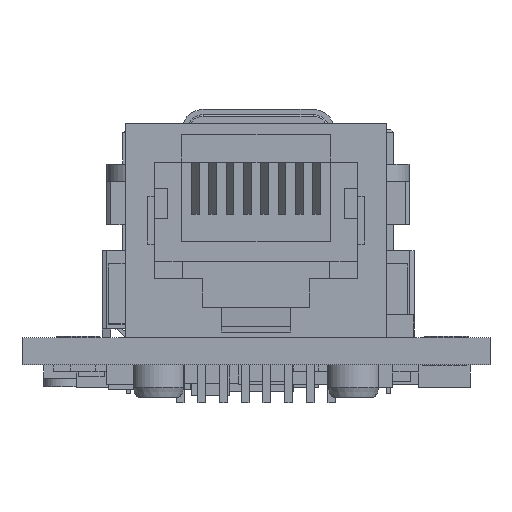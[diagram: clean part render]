
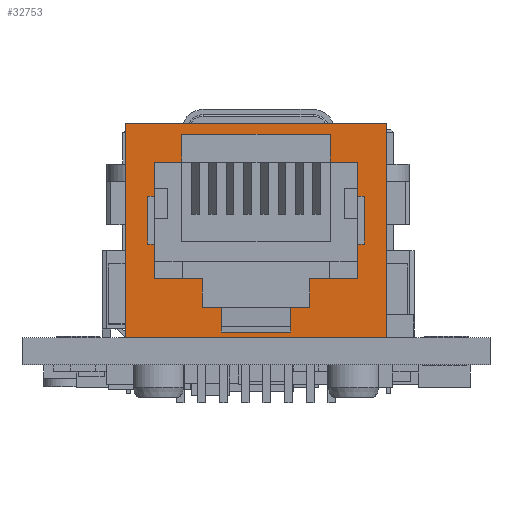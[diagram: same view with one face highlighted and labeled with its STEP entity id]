
A CAD part, front view. The second image highlights one B-rep face of the part: STEP entity #32753.
In plain terms, the highlighted face is planar.
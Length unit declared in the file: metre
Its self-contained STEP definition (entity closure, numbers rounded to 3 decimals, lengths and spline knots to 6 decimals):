
#6373=ORIENTED_EDGE('',*,*,#12806,.F.);
#6374=ORIENTED_EDGE('',*,*,#12803,.F.);
#6375=ORIENTED_EDGE('',*,*,#12783,.F.);
#6376=ORIENTED_EDGE('',*,*,#12671,.T.);
#6377=ORIENTED_EDGE('',*,*,#12669,.F.);
#6378=ORIENTED_EDGE('',*,*,#12666,.F.);
#6379=ORIENTED_EDGE('',*,*,#12782,.F.);
#6380=ORIENTED_EDGE('',*,*,#12794,.F.);
#6381=ORIENTED_EDGE('',*,*,#12660,.F.);
#6382=ORIENTED_EDGE('',*,*,#12658,.F.);
#6383=ORIENTED_EDGE('',*,*,#12655,.F.);
#6384=ORIENTED_EDGE('',*,*,#12793,.F.);
#6385=ORIENTED_EDGE('',*,*,#12642,.F.);
#6386=ORIENTED_EDGE('',*,*,#12625,.F.);
#6387=ORIENTED_EDGE('',*,*,#12620,.F.);
#6388=ORIENTED_EDGE('',*,*,#12601,.F.);
#6389=ORIENTED_EDGE('',*,*,#12575,.T.);
#6390=ORIENTED_EDGE('',*,*,#12614,.T.);
#6391=ORIENTED_EDGE('',*,*,#12622,.F.);
#6392=ORIENTED_EDGE('',*,*,#12587,.F.);
#6393=ORIENTED_EDGE('',*,*,#12582,.F.);
#6394=ORIENTED_EDGE('',*,*,#12805,.F.);
#6395=ORIENTED_EDGE('',*,*,#12646,.F.);
#6396=ORIENTED_EDGE('',*,*,#12808,.F.);
#6397=ORIENTED_EDGE('',*,*,#13016,.T.);
#6398=ORIENTED_EDGE('',*,*,#13014,.F.);
#6399=ORIENTED_EDGE('',*,*,#13028,.F.);
#6400=ORIENTED_EDGE('',*,*,#13030,.T.);
#12575=EDGE_CURVE('',#16459,#16458,#19873,.T.);
#12582=EDGE_CURVE('',#16464,#16466,#19880,.T.);
#12587=EDGE_CURVE('',#16466,#16469,#19885,.T.);
#12601=EDGE_CURVE('',#16459,#16480,#19899,.T.);
#12614=EDGE_CURVE('',#16458,#16487,#19912,.T.);
#12620=EDGE_CURVE('',#16480,#16490,#19918,.T.);
#12622=EDGE_CURVE('',#16469,#16487,#19920,.T.);
#12625=EDGE_CURVE('',#16490,#16492,#19923,.T.);
#12642=EDGE_CURVE('',#16492,#16503,#19940,.T.);
#12646=EDGE_CURVE('',#16506,#16507,#19944,.T.);
#12655=EDGE_CURVE('',#16514,#16515,#19953,.T.);
#12658=EDGE_CURVE('',#16515,#16516,#19956,.T.);
#12660=EDGE_CURVE('',#16516,#16517,#19958,.T.);
#12666=EDGE_CURVE('',#16522,#16523,#19964,.T.);
#12669=EDGE_CURVE('',#16523,#16524,#19967,.T.);
#12671=EDGE_CURVE('',#16525,#16524,#19969,.T.);
#12782=EDGE_CURVE('',#16599,#16522,#20080,.T.);
#12783=EDGE_CURVE('',#16525,#16600,#20081,.T.);
#12793=EDGE_CURVE('',#16503,#16514,#20091,.T.);
#12794=EDGE_CURVE('',#16517,#16599,#20092,.T.);
#12803=EDGE_CURVE('',#16600,#16610,#20101,.T.);
#12805=EDGE_CURVE('',#16507,#16464,#20103,.T.);
#12806=EDGE_CURVE('',#16610,#16611,#20104,.T.);
#12808=EDGE_CURVE('',#16611,#16506,#20106,.T.);
#13014=EDGE_CURVE('',#16751,#16744,#20257,.T.);
#13016=EDGE_CURVE('',#16753,#16744,#20259,.T.);
#13028=EDGE_CURVE('',#16759,#16751,#20270,.T.);
#13030=EDGE_CURVE('',#16759,#16753,#20272,.T.);
#16458=VERTEX_POINT('',#50678);
#16459=VERTEX_POINT('',#50680);
#16464=VERTEX_POINT('',#50693);
#16466=VERTEX_POINT('',#50696);
#16469=VERTEX_POINT('',#50705);
#16480=VERTEX_POINT('',#50733);
#16487=VERTEX_POINT('',#50756);
#16490=VERTEX_POINT('',#50770);
#16492=VERTEX_POINT('',#50780);
#16503=VERTEX_POINT('',#50814);
#16506=VERTEX_POINT('',#50821);
#16507=VERTEX_POINT('',#50823);
#16514=VERTEX_POINT('',#50842);
#16515=VERTEX_POINT('',#50843);
#16516=VERTEX_POINT('',#50848);
#16517=VERTEX_POINT('',#50852);
#16522=VERTEX_POINT('',#50865);
#16523=VERTEX_POINT('',#50866);
#16524=VERTEX_POINT('',#50871);
#16525=VERTEX_POINT('',#50875);
#16599=VERTEX_POINT('',#51096);
#16600=VERTEX_POINT('',#51099);
#16610=VERTEX_POINT('',#51136);
#16611=VERTEX_POINT('',#51141);
#16744=VERTEX_POINT('',#51604);
#16751=VERTEX_POINT('',#51617);
#16753=VERTEX_POINT('',#51623);
#16759=VERTEX_POINT('',#51647);
#19873=LINE('',#50679,#23682);
#19880=LINE('',#50695,#23689);
#19885=LINE('',#50704,#23694);
#19899=LINE('',#50732,#23708);
#19912=LINE('',#50757,#23721);
#19918=LINE('',#50769,#23727);
#19920=LINE('',#50773,#23729);
#19923=LINE('',#50779,#23732);
#19940=LINE('',#50813,#23749);
#19944=LINE('',#50822,#23753);
#19953=LINE('',#50841,#23762);
#19956=LINE('',#50847,#23765);
#19958=LINE('',#50851,#23767);
#19964=LINE('',#50864,#23773);
#19967=LINE('',#50870,#23776);
#19969=LINE('',#50874,#23778);
#20080=LINE('',#51097,#23889);
#20081=LINE('',#51098,#23890);
#20091=LINE('',#51119,#23900);
#20092=LINE('',#51120,#23901);
#20101=LINE('',#51135,#23910);
#20103=LINE('',#51138,#23912);
#20104=LINE('',#51140,#23913);
#20106=LINE('',#51144,#23915);
#20257=LINE('',#51618,#24066);
#20259=LINE('',#51622,#24068);
#20270=LINE('',#51646,#24079);
#20272=LINE('',#51650,#24081);
#23682=VECTOR('',#41443,1.);
#23689=VECTOR('',#41454,1.);
#23694=VECTOR('',#41461,1.);
#23708=VECTOR('',#41481,1.);
#23721=VECTOR('',#41502,1.);
#23727=VECTOR('',#41516,1.);
#23729=VECTOR('',#41520,1.);
#23732=VECTOR('',#41527,1.);
#23749=VECTOR('',#41556,1.);
#23753=VECTOR('',#41562,1.);
#23762=VECTOR('',#41577,1.);
#23765=VECTOR('',#41582,1.);
#23767=VECTOR('',#41586,1.);
#23773=VECTOR('',#41596,1.);
#23776=VECTOR('',#41601,1.);
#23778=VECTOR('',#41605,1.);
#23889=VECTOR('',#41790,1.);
#23890=VECTOR('',#41791,1.);
#23900=VECTOR('',#41807,1.);
#23901=VECTOR('',#41808,1.);
#23910=VECTOR('',#41825,1.);
#23912=VECTOR('',#41827,1.);
#23913=VECTOR('',#41830,1.);
#23915=VECTOR('',#41834,1.);
#24066=VECTOR('',#42235,1.);
#24068=VECTOR('',#42239,1.);
#24079=VECTOR('',#42264,1.);
#24081=VECTOR('',#42268,1.);
#27052=EDGE_LOOP('',(#6373,#6374,#6375,#6376,#6377,#6378,#6379,#6380,#6381,
#6382,#6383,#6384,#6385,#6386,#6387,#6388,#6389,#6390,#6391,#6392,#6393,
#6394,#6395,#6396));
#27053=EDGE_LOOP('',(#6397,#6398,#6399,#6400));
#29297=FACE_BOUND('',#27052,.T.);
#29298=FACE_BOUND('',#27053,.T.);
#31152=PLANE('',#36282);
#32753=ADVANCED_FACE('',(#29297,#29298),#31152,.T.);
#36282=AXIS2_PLACEMENT_3D('',#51649,#42266,#42267);
#41443=DIRECTION('',(-1.,0.,0.));
#41454=DIRECTION('',(1.,0.,0.));
#41461=DIRECTION('',(0.,-1.,0.));
#41481=DIRECTION('',(0.,1.,0.));
#41502=DIRECTION('',(0.,1.,0.));
#41516=DIRECTION('',(1.,0.,0.));
#41520=DIRECTION('',(1.,0.,0.));
#41527=DIRECTION('',(0.,1.,0.));
#41556=DIRECTION('',(1.,0.,0.));
#41562=DIRECTION('',(1.,0.,0.));
#41577=DIRECTION('',(1.,0.,0.));
#41582=DIRECTION('',(0.,1.,0.));
#41586=DIRECTION('',(-1.,0.,0.));
#41596=DIRECTION('',(0.,1.,0.));
#41601=DIRECTION('',(-1.,0.,0.));
#41605=DIRECTION('',(0.,1.,0.));
#41790=DIRECTION('',(-1.,0.,0.));
#41791=DIRECTION('',(-1.,0.,0.));
#41807=DIRECTION('',(0.,1.,0.));
#41808=DIRECTION('',(0.,1.,0.));
#41825=DIRECTION('',(0.,-1.,0.));
#41827=DIRECTION('',(0.,-1.,0.));
#41830=DIRECTION('',(-1.,0.,0.));
#41834=DIRECTION('',(0.,-1.,0.));
#42235=DIRECTION('',(0.,-1.,0.));
#42239=DIRECTION('',(1.,0.,0.));
#42264=DIRECTION('',(1.,0.,0.));
#42266=DIRECTION('',(0.,0.,1.));
#42267=DIRECTION('',(0.,-1.,0.));
#42268=DIRECTION('',(0.,-1.,0.));
#50678=CARTESIAN_POINT('',(-0.002032,-0.005958,0.));
#50679=CARTESIAN_POINT('',(0.002032,-0.005958,0.));
#50680=CARTESIAN_POINT('',(0.002032,-0.005958,0.));
#50693=CARTESIAN_POINT('',(-0.005956,-0.002832,0.));
#50695=CARTESIAN_POINT('',(-0.005956,-0.002832,0.));
#50696=CARTESIAN_POINT('',(-0.00315,-0.002832,0.));
#50704=CARTESIAN_POINT('',(-0.00315,-0.002832,0.));
#50705=CARTESIAN_POINT('',(-0.00315,-0.004509,0.));
#50732=CARTESIAN_POINT('',(0.002032,-0.005958,0.));
#50733=CARTESIAN_POINT('',(0.002032,-0.004509,0.));
#50756=CARTESIAN_POINT('',(-0.002032,-0.004509,0.));
#50757=CARTESIAN_POINT('',(-0.002032,-0.005958,0.));
#50769=CARTESIAN_POINT('',(0.002032,-0.004509,0.));
#50770=CARTESIAN_POINT('',(0.00315,-0.004509,0.));
#50773=CARTESIAN_POINT('',(-0.00315,-0.004509,0.));
#50779=CARTESIAN_POINT('',(0.00315,-0.004509,0.));
#50780=CARTESIAN_POINT('',(0.00315,-0.002832,0.));
#50813=CARTESIAN_POINT('',(-0.005956,-0.002832,0.));
#50814=CARTESIAN_POINT('',(0.005956,-0.002832,0.));
#50821=CARTESIAN_POINT('',(-0.00635,-0.0008,0.));
#50822=CARTESIAN_POINT('',(-0.00635,-0.0008,0.));
#50823=CARTESIAN_POINT('',(-0.005956,-0.0008,0.));
#50841=CARTESIAN_POINT('',(-0.00635,-0.0008,0.));
#50842=CARTESIAN_POINT('',(0.005956,-0.0008,0.));
#50843=CARTESIAN_POINT('',(0.00635,-0.0008,0.));
#50847=CARTESIAN_POINT('',(0.00635,-0.0008,0.));
#50848=CARTESIAN_POINT('',(0.00635,0.001994,0.));
#50851=CARTESIAN_POINT('',(-0.005956,0.001994,0.));
#50852=CARTESIAN_POINT('',(0.005956,0.001994,0.));
#50864=CARTESIAN_POINT('',(0.004356,0.004001,0.));
#50865=CARTESIAN_POINT('',(0.004356,0.004001,0.));
#50866=CARTESIAN_POINT('',(0.004356,0.005626,0.));
#50870=CARTESIAN_POINT('',(0.004356,0.005626,0.));
#50871=CARTESIAN_POINT('',(-0.004356,0.005626,0.));
#50874=CARTESIAN_POINT('',(-0.004356,0.004001,0.));
#50875=CARTESIAN_POINT('',(-0.004356,0.004001,0.));
#51096=CARTESIAN_POINT('',(0.005956,0.004001,0.));
#51097=CARTESIAN_POINT('',(0.005956,0.004001,0.));
#51098=CARTESIAN_POINT('',(-0.004356,0.004001,0.));
#51099=CARTESIAN_POINT('',(-0.005956,0.004001,0.));
#51119=CARTESIAN_POINT('',(0.005956,-0.002832,0.));
#51120=CARTESIAN_POINT('',(0.005956,0.001994,0.));
#51135=CARTESIAN_POINT('',(-0.005956,0.004001,0.));
#51136=CARTESIAN_POINT('',(-0.005956,0.001994,0.));
#51138=CARTESIAN_POINT('',(-0.005956,-0.0008,0.));
#51140=CARTESIAN_POINT('',(-0.005956,0.001994,0.));
#51141=CARTESIAN_POINT('',(-0.00635,0.001994,0.));
#51144=CARTESIAN_POINT('',(-0.00635,0.001994,0.));
#51604=CARTESIAN_POINT('',(0.007658,-0.006287,0.));
#51617=CARTESIAN_POINT('',(0.007658,0.006287,0.));
#51618=CARTESIAN_POINT('',(0.007658,0.006287,0.));
#51622=CARTESIAN_POINT('',(-0.007658,-0.006287,0.));
#51623=CARTESIAN_POINT('',(-0.007658,-0.006287,0.));
#51646=CARTESIAN_POINT('',(-0.007658,0.006287,0.));
#51647=CARTESIAN_POINT('',(-0.007658,0.006287,0.));
#51649=CARTESIAN_POINT('',(-0.007658,0.006287,0.));
#51650=CARTESIAN_POINT('',(-0.007658,0.006287,0.));
